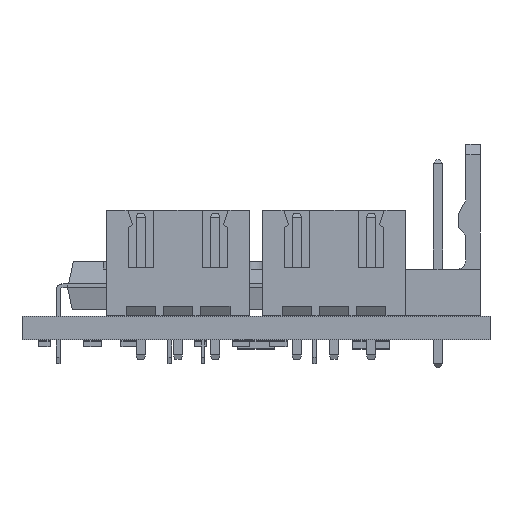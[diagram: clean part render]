
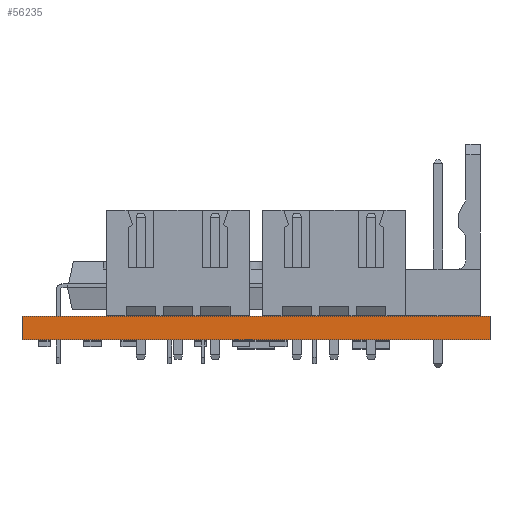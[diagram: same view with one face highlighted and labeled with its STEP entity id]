
A CAD part, left-side view. The second image highlights one B-rep face of the part: STEP entity #56235.
In plain terms, the highlighted planar face has unit normal (-1, 0, 0).
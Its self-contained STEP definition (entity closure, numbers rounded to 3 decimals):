
#56054 = PLANE('',#56055);
#56055 = AXIS2_PLACEMENT_3D('',#56056,#56057,#56058);
#56056 = CARTESIAN_POINT('',(147.32,-81.788,0.));
#56057 = DIRECTION('',(0.,-1.,0.));
#56058 = DIRECTION('',(-1.,0.,0.));
#56079 = VERTEX_POINT('',#56080);
#56080 = CARTESIAN_POINT('',(116.84,-81.788,1.6));
#56094 = PLANE('',#56095);
#56095 = AXIS2_PLACEMENT_3D('',#56096,#56097,#56098);
#56096 = CARTESIAN_POINT('',(132.08,-97.79,1.6));
#56097 = DIRECTION('',(0.,0.,1.));
#56098 = DIRECTION('',(1.,0.,0.));
#56106 = EDGE_CURVE('',#56107,#56079,#56109,.T.);
#56107 = VERTEX_POINT('',#56108);
#56108 = CARTESIAN_POINT('',(116.84,-81.788,0.));
#56109 = SURFACE_CURVE('',#56110,(#56114,#56121),.PCURVE_S1.);
#56110 = LINE('',#56111,#56112);
#56111 = CARTESIAN_POINT('',(116.84,-81.788,0.));
#56112 = VECTOR('',#56113,1.);
#56113 = DIRECTION('',(0.,0.,1.));
#56114 = PCURVE('',#56054,#56115);
#56115 = DEFINITIONAL_REPRESENTATION('',(#56116),#56120);
#56116 = LINE('',#56117,#56118);
#56117 = CARTESIAN_POINT('',(30.48,0.));
#56118 = VECTOR('',#56119,1.);
#56119 = DIRECTION('',(0.,-1.));
#56120 = ( GEOMETRIC_REPRESENTATION_CONTEXT(2) 
PARAMETRIC_REPRESENTATION_CONTEXT() REPRESENTATION_CONTEXT('2D SPACE',''
  ) );
#56121 = PCURVE('',#56122,#56127);
#56122 = PLANE('',#56123);
#56123 = AXIS2_PLACEMENT_3D('',#56124,#56125,#56126);
#56124 = CARTESIAN_POINT('',(116.84,-81.788,0.));
#56125 = DIRECTION('',(1.,0.,0.));
#56126 = DIRECTION('',(0.,-1.,0.));
#56127 = DEFINITIONAL_REPRESENTATION('',(#56128),#56132);
#56128 = LINE('',#56129,#56130);
#56129 = CARTESIAN_POINT('',(0.,0.));
#56130 = VECTOR('',#56131,1.);
#56131 = DIRECTION('',(0.,-1.));
#56132 = ( GEOMETRIC_REPRESENTATION_CONTEXT(2) 
PARAMETRIC_REPRESENTATION_CONTEXT() REPRESENTATION_CONTEXT('2D SPACE',''
  ) );
#56148 = PLANE('',#56149);
#56149 = AXIS2_PLACEMENT_3D('',#56150,#56151,#56152);
#56150 = CARTESIAN_POINT('',(132.08,-97.79,0.));
#56151 = DIRECTION('',(0.,0.,1.));
#56152 = DIRECTION('',(1.,0.,0.));
#56181 = PLANE('',#56182);
#56182 = AXIS2_PLACEMENT_3D('',#56183,#56184,#56185);
#56183 = CARTESIAN_POINT('',(116.84,-113.792,0.));
#56184 = DIRECTION('',(0.,1.,0.));
#56185 = DIRECTION('',(1.,0.,0.));
#56235 = ADVANCED_FACE('',(#56236),#56122,.F.);
#56236 = FACE_BOUND('',#56237,.F.);
#56237 = EDGE_LOOP('',(#56238,#56239,#56262,#56285));
#56238 = ORIENTED_EDGE('',*,*,#56106,.T.);
#56239 = ORIENTED_EDGE('',*,*,#56240,.T.);
#56240 = EDGE_CURVE('',#56079,#56241,#56243,.T.);
#56241 = VERTEX_POINT('',#56242);
#56242 = CARTESIAN_POINT('',(116.84,-113.792,1.6));
#56243 = SURFACE_CURVE('',#56244,(#56248,#56255),.PCURVE_S1.);
#56244 = LINE('',#56245,#56246);
#56245 = CARTESIAN_POINT('',(116.84,-81.788,1.6));
#56246 = VECTOR('',#56247,1.);
#56247 = DIRECTION('',(0.,-1.,0.));
#56248 = PCURVE('',#56122,#56249);
#56249 = DEFINITIONAL_REPRESENTATION('',(#56250),#56254);
#56250 = LINE('',#56251,#56252);
#56251 = CARTESIAN_POINT('',(0.,-1.6));
#56252 = VECTOR('',#56253,1.);
#56253 = DIRECTION('',(1.,0.));
#56254 = ( GEOMETRIC_REPRESENTATION_CONTEXT(2) 
PARAMETRIC_REPRESENTATION_CONTEXT() REPRESENTATION_CONTEXT('2D SPACE',''
  ) );
#56255 = PCURVE('',#56094,#56256);
#56256 = DEFINITIONAL_REPRESENTATION('',(#56257),#56261);
#56257 = LINE('',#56258,#56259);
#56258 = CARTESIAN_POINT('',(-15.24,16.002));
#56259 = VECTOR('',#56260,1.);
#56260 = DIRECTION('',(0.,-1.));
#56261 = ( GEOMETRIC_REPRESENTATION_CONTEXT(2) 
PARAMETRIC_REPRESENTATION_CONTEXT() REPRESENTATION_CONTEXT('2D SPACE',''
  ) );
#56262 = ORIENTED_EDGE('',*,*,#56263,.F.);
#56263 = EDGE_CURVE('',#56264,#56241,#56266,.T.);
#56264 = VERTEX_POINT('',#56265);
#56265 = CARTESIAN_POINT('',(116.84,-113.792,0.));
#56266 = SURFACE_CURVE('',#56267,(#56271,#56278),.PCURVE_S1.);
#56267 = LINE('',#56268,#56269);
#56268 = CARTESIAN_POINT('',(116.84,-113.792,0.));
#56269 = VECTOR('',#56270,1.);
#56270 = DIRECTION('',(0.,0.,1.));
#56271 = PCURVE('',#56122,#56272);
#56272 = DEFINITIONAL_REPRESENTATION('',(#56273),#56277);
#56273 = LINE('',#56274,#56275);
#56274 = CARTESIAN_POINT('',(32.004,0.));
#56275 = VECTOR('',#56276,1.);
#56276 = DIRECTION('',(0.,-1.));
#56277 = ( GEOMETRIC_REPRESENTATION_CONTEXT(2) 
PARAMETRIC_REPRESENTATION_CONTEXT() REPRESENTATION_CONTEXT('2D SPACE',''
  ) );
#56278 = PCURVE('',#56181,#56279);
#56279 = DEFINITIONAL_REPRESENTATION('',(#56280),#56284);
#56280 = LINE('',#56281,#56282);
#56281 = CARTESIAN_POINT('',(0.,0.));
#56282 = VECTOR('',#56283,1.);
#56283 = DIRECTION('',(0.,-1.));
#56284 = ( GEOMETRIC_REPRESENTATION_CONTEXT(2) 
PARAMETRIC_REPRESENTATION_CONTEXT() REPRESENTATION_CONTEXT('2D SPACE',''
  ) );
#56285 = ORIENTED_EDGE('',*,*,#56286,.F.);
#56286 = EDGE_CURVE('',#56107,#56264,#56287,.T.);
#56287 = SURFACE_CURVE('',#56288,(#56292,#56299),.PCURVE_S1.);
#56288 = LINE('',#56289,#56290);
#56289 = CARTESIAN_POINT('',(116.84,-81.788,0.));
#56290 = VECTOR('',#56291,1.);
#56291 = DIRECTION('',(0.,-1.,0.));
#56292 = PCURVE('',#56122,#56293);
#56293 = DEFINITIONAL_REPRESENTATION('',(#56294),#56298);
#56294 = LINE('',#56295,#56296);
#56295 = CARTESIAN_POINT('',(0.,0.));
#56296 = VECTOR('',#56297,1.);
#56297 = DIRECTION('',(1.,0.));
#56298 = ( GEOMETRIC_REPRESENTATION_CONTEXT(2) 
PARAMETRIC_REPRESENTATION_CONTEXT() REPRESENTATION_CONTEXT('2D SPACE',''
  ) );
#56299 = PCURVE('',#56148,#56300);
#56300 = DEFINITIONAL_REPRESENTATION('',(#56301),#56305);
#56301 = LINE('',#56302,#56303);
#56302 = CARTESIAN_POINT('',(-15.24,16.002));
#56303 = VECTOR('',#56304,1.);
#56304 = DIRECTION('',(0.,-1.));
#56305 = ( GEOMETRIC_REPRESENTATION_CONTEXT(2) 
PARAMETRIC_REPRESENTATION_CONTEXT() REPRESENTATION_CONTEXT('2D SPACE',''
  ) );
